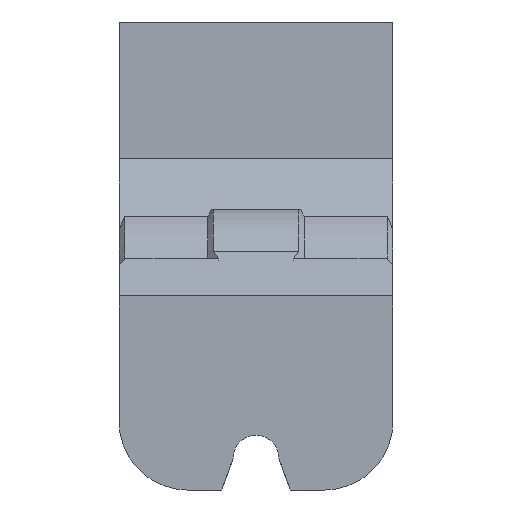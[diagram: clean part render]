
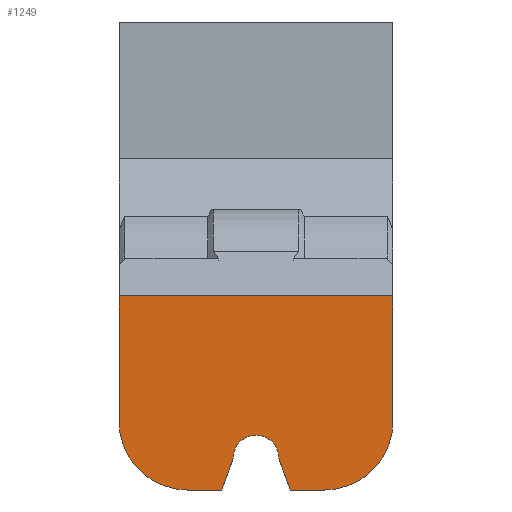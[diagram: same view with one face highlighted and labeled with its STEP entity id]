
A CAD part, left-side view. The second image highlights one B-rep face of the part: STEP entity #1249.
In plain terms, the highlighted planar face has unit normal (-1, 0, 0).
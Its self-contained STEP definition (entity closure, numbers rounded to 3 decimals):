
#70=LINE('',#1900,#185);
#74=LINE('',#1908,#189);
#76=LINE('',#1911,#191);
#79=LINE('',#1920,#194);
#82=LINE('',#1925,#197);
#83=LINE('',#1928,#198);
#86=LINE('',#1935,#201);
#185=VECTOR('',#1525,10.);
#189=VECTOR('',#1533,10.);
#191=VECTOR('',#1537,10.);
#194=VECTOR('',#1546,10.);
#197=VECTOR('',#1551,10.);
#198=VECTOR('',#1554,10.);
#201=VECTOR('',#1563,10.);
#285=PLANE('',#1347);
#335=FACE_OUTER_BOUND('',#407,.T.);
#407=EDGE_LOOP('',(#968,#969,#970,#971,#972,#973,#974,#975,#976,#977));
#498=CIRCLE('',#1340,1.);
#499=CIRCLE('',#1345,3.);
#500=CIRCLE('',#1348,3.);
#565=VERTEX_POINT('',#1897);
#566=VERTEX_POINT('',#1899);
#567=VERTEX_POINT('',#1905);
#568=VERTEX_POINT('',#1907);
#569=VERTEX_POINT('',#1913);
#570=VERTEX_POINT('',#1915);
#571=VERTEX_POINT('',#1919);
#572=VERTEX_POINT('',#1923);
#573=VERTEX_POINT('',#1927);
#574=VERTEX_POINT('',#1931);
#702=EDGE_CURVE('',#566,#565,#70,.T.);
#706=EDGE_CURVE('',#567,#568,#74,.T.);
#708=EDGE_CURVE('',#567,#566,#76,.T.);
#710=EDGE_CURVE('',#570,#569,#498,.T.);
#712=EDGE_CURVE('',#571,#570,#79,.T.);
#715=EDGE_CURVE('',#569,#572,#82,.T.);
#716=EDGE_CURVE('',#571,#573,#83,.T.);
#718=EDGE_CURVE('',#568,#574,#499,.T.);
#720=EDGE_CURVE('',#574,#572,#86,.T.);
#721=EDGE_CURVE('',#573,#565,#500,.T.);
#968=ORIENTED_EDGE('',*,*,#715,.T.);
#969=ORIENTED_EDGE('',*,*,#720,.F.);
#970=ORIENTED_EDGE('',*,*,#718,.F.);
#971=ORIENTED_EDGE('',*,*,#706,.F.);
#972=ORIENTED_EDGE('',*,*,#708,.T.);
#973=ORIENTED_EDGE('',*,*,#702,.T.);
#974=ORIENTED_EDGE('',*,*,#721,.F.);
#975=ORIENTED_EDGE('',*,*,#716,.F.);
#976=ORIENTED_EDGE('',*,*,#712,.T.);
#977=ORIENTED_EDGE('',*,*,#710,.T.);
#1249=ADVANCED_FACE('',(#335),#285,.T.);
#1340=AXIS2_PLACEMENT_3D('',#1916,#1541,#1542);
#1345=AXIS2_PLACEMENT_3D('',#1932,#1558,#1559);
#1347=AXIS2_PLACEMENT_3D('',#1936,#1564,#1565);
#1348=AXIS2_PLACEMENT_3D('',#1937,#1566,#1567);
#1525=DIRECTION('',(0.,0.,-1.));
#1533=DIRECTION('',(0.,0.,-1.));
#1537=DIRECTION('',(0.,1.,0.));
#1541=DIRECTION('center_axis',(1.,0.,0.));
#1542=DIRECTION('ref_axis',(0.,0.,1.));
#1546=DIRECTION('',(0.,-0.336,0.942));
#1551=DIRECTION('',(0.,-0.336,-0.942));
#1554=DIRECTION('',(0.,1.,0.));
#1558=DIRECTION('center_axis',(1.,0.,0.));
#1559=DIRECTION('ref_axis',(0.,-0.707,-0.707));
#1563=DIRECTION('',(0.,1.,0.));
#1564=DIRECTION('center_axis',(-1.,0.,0.));
#1565=DIRECTION('ref_axis',(0.,0.,1.));
#1566=DIRECTION('center_axis',(1.,0.,0.));
#1567=DIRECTION('ref_axis',(0.,0.707,-0.707));
#1897=CARTESIAN_POINT('',(-12.,12.,-5.5));
#1899=CARTESIAN_POINT('',(-12.,12.,0.));
#1900=CARTESIAN_POINT('',(-12.,12.,-6.375));
#1905=CARTESIAN_POINT('',(-12.,0.,0.));
#1907=CARTESIAN_POINT('',(-12.,0.,-5.5));
#1908=CARTESIAN_POINT('',(-12.,0.,0.));
#1911=CARTESIAN_POINT('',(-12.,0.,0.));
#1913=CARTESIAN_POINT('',(-12.,5.,-7.1));
#1915=CARTESIAN_POINT('',(-12.,7.,-7.1));
#1916=CARTESIAN_POINT('Origin',(-12.,6.,-7.1));
#1919=CARTESIAN_POINT('',(-12.,7.5,-8.5));
#1920=CARTESIAN_POINT('',(-12.,7.076,-7.312));
#1923=CARTESIAN_POINT('',(-12.,4.5,-8.5));
#1925=CARTESIAN_POINT('',(-12.,4.495,-8.513));
#1927=CARTESIAN_POINT('',(-12.,9.,-8.5));
#1928=CARTESIAN_POINT('',(-12.,0.,-8.5));
#1931=CARTESIAN_POINT('',(-12.,3.,-8.5));
#1932=CARTESIAN_POINT('Origin',(-12.,3.,-5.5));
#1935=CARTESIAN_POINT('',(-12.,0.,-8.5));
#1936=CARTESIAN_POINT('Origin',(-12.,0.,-8.5));
#1937=CARTESIAN_POINT('Origin',(-12.,9.,-5.5));
